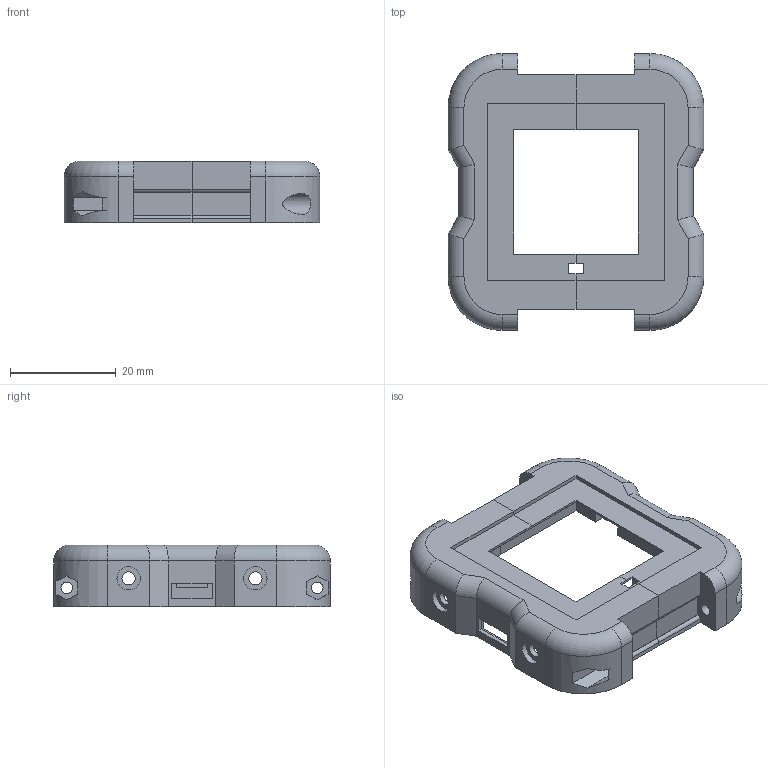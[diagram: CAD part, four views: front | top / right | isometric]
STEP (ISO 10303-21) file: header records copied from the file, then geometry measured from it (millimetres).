
FILE_DESCRIPTION(('FreeCAD Model'),'2;1');
FILE_NAME('top.step','2014-07-25T01:23:36',('FreeCAD'),('FreeCAD'), 'Open CASCADE STEP processor 6.5','FreeCAD','Unknown');
FILE_SCHEMA(('AUTOMOTIVE_DESIGN_CC2 { 1 2 10303 214 -1 1 5 4 }'));
Length unit declared in the file: millimetre
Products named in the file (3): Open CASCADE STEP translator 6.5 4; Open CASCADE STEP translator 6.5 4.1; Open CASCADE STEP translator 6.5 4.2
Assembly tree (2 placements, depth 2):
  Open CASCADE STEP translator 6.5 4
    Open CASCADE STEP translator 6.5 4.1
    Open CASCADE STEP translator 6.5 4.2
Bounding box: 48.4 x 52.4 x 11.7 mm (x, y, z)
Volume: 7747.4 mm3; surface area: 8190.5 mm2
Topology: 2 solids, 2 shells, 392 faces, 1015 edges, 644 vertices
Faces by surface type: plane 216, cylinder 132, torus 44
Full cylindrical faces by diameter (mm): 0.75 x4, 1.34 x4, 2.2 x4, 2.5 x4, 4 x2, 4.4 x4
Entity records: 25985 total; most frequent: CARTESIAN_POINT 5726, DIRECTION 3790, LINE 2285, VECTOR 2285, ORIENTED_EDGE 2030, PCURVE 2030, DEFINITIONAL_REPRESENTATION 2030, EDGE_CURVE 1015
